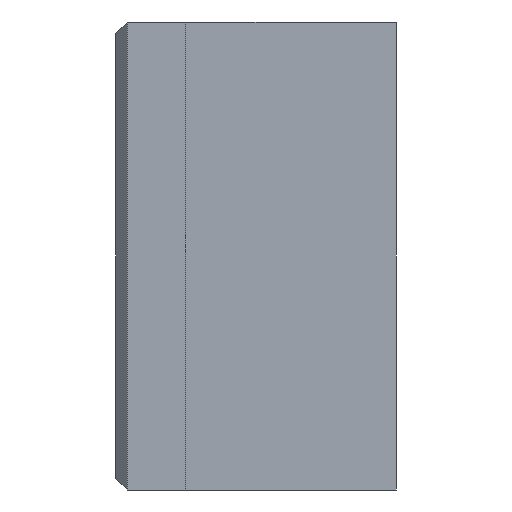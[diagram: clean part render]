
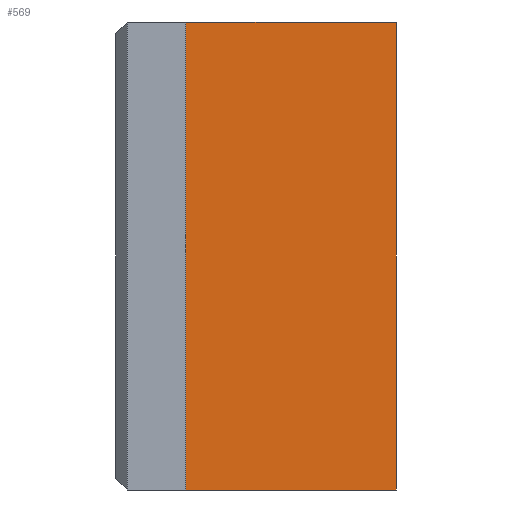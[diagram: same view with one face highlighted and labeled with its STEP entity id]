
A CAD part, front view. The second image highlights one B-rep face of the part: STEP entity #569.
In plain terms, the highlighted planar face has unit normal (0, -1, 0).
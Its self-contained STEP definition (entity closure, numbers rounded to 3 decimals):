
#132=CARTESIAN_POINT('',(1352.,-15.,496.999));
#133=VERTEX_POINT('',#132);
#134=CARTESIAN_POINT('',(1352.,-15.,456.999));
#135=VERTEX_POINT('',#134);
#136=CARTESIAN_POINT('',(1352.,-15.,496.999));
#137=DIRECTION('',(0.,0.,-1.));
#138=VECTOR('',#137,40.);
#139=LINE('',#136,#138);
#140=EDGE_CURVE('',#133,#135,#139,.T.);
#190=CARTESIAN_POINT('',(1370.,-15.,456.999));
#191=VERTEX_POINT('',#190);
#198=CARTESIAN_POINT('',(1370.,-15.,456.999));
#199=DIRECTION('',(-1.,0.,0.));
#200=VECTOR('',#199,18.);
#201=LINE('',#198,#200);
#202=EDGE_CURVE('',#191,#135,#201,.T.);
#245=CARTESIAN_POINT('',(1370.,-15.,496.999));
#246=VERTEX_POINT('',#245);
#269=CARTESIAN_POINT('',(1370.,-15.,496.999));
#270=DIRECTION('',(-1.,0.,0.));
#271=VECTOR('',#270,18.);
#272=LINE('',#269,#271);
#273=EDGE_CURVE('',#246,#133,#272,.T.);
#553=CARTESIAN_POINT('',(1370.,-15.,452.));
#554=DIRECTION('',(0.,1.,0.));
#555=DIRECTION('',(0.,0.,1.));
#556=AXIS2_PLACEMENT_3D('',#553,#554,#555);
#557=PLANE('',#556);
#558=ORIENTED_EDGE('',*,*,#140,.T.);
#559=ORIENTED_EDGE('',*,*,#202,.F.);
#560=CARTESIAN_POINT('',(1370.,-15.,496.999));
#561=DIRECTION('',(0.,0.,-1.));
#562=VECTOR('',#561,40.);
#563=LINE('',#560,#562);
#564=EDGE_CURVE('',#246,#191,#563,.T.);
#565=ORIENTED_EDGE('',*,*,#564,.F.);
#566=ORIENTED_EDGE('',*,*,#273,.T.);
#567=EDGE_LOOP('',(#558,#559,#565,#566));
#568=FACE_BOUND('',#567,.T.);
#569=ADVANCED_FACE('',(#568),#557,.F.);
